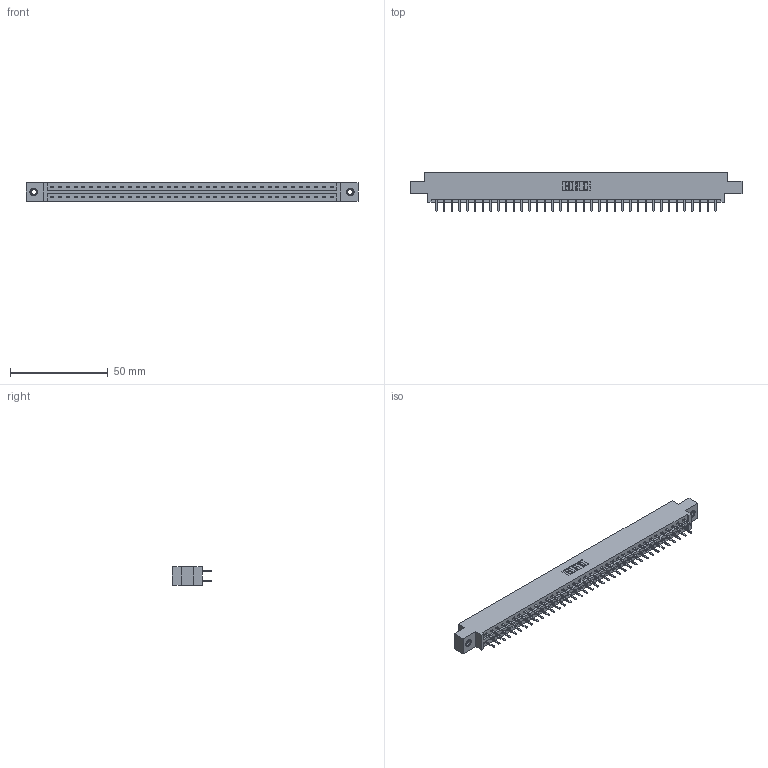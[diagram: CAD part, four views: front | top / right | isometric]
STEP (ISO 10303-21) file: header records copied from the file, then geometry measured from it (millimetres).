
FILE_DESCRIPTION (( 'STEP AP203' ), '1' );
FILE_NAME ('387-074-520-807.STEP', '2018-09-22T19:17:57', ( '' ), ( '' ), 'SwSTEP 2.0', 'SolidWorks 2016', '' );
FILE_SCHEMA (( 'CONFIG_CONTROL_DESIGN' ));
Length unit declared in the file: inch
Products named in the file (4): 337 Part_0.170 Offset - 0.156 Dia-TI; 345-292-001_345-293-120; 345-250-001_345-250-005-103; 387-074-520-807
Assembly tree (77 placements, depth 2):
  387-074-520-807
    337 Part_0.170 Offset - 0.156 Dia-TI
    345-292-001_345-293-120  x74
    345-250-001_345-250-005-103  x2
Bounding box: 169.62 x 20.02 x 9.4 mm (x, y, z)
Volume: 17645.9 mm3; surface area: 19951.2 mm2
Topology: 77 solids, 77 shells, 4470 faces, 12965 edges, 8438 vertices
Faces by surface type: plane 3066, cylinder 1388, cone 12, torus 4
Entity records: 30766 total; most frequent: CARTESIAN_POINT 5181, ORIENTED_EDGE 5098, DIRECTION 4435, EDGE_CURVE 2549, VECTOR 2397, LINE 2397, VERTEX_POINT 1692, AXIS2_PLACEMENT_3D 1019
